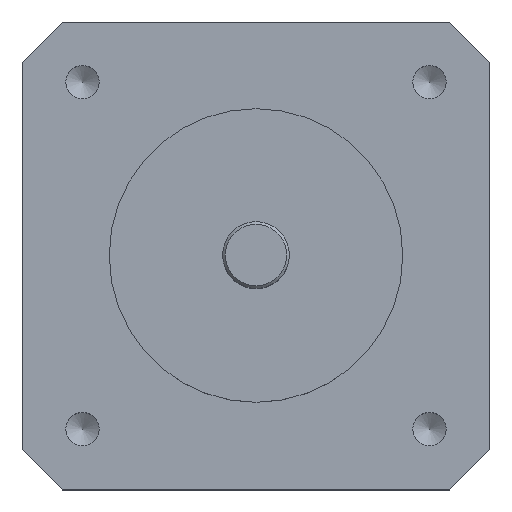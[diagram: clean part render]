
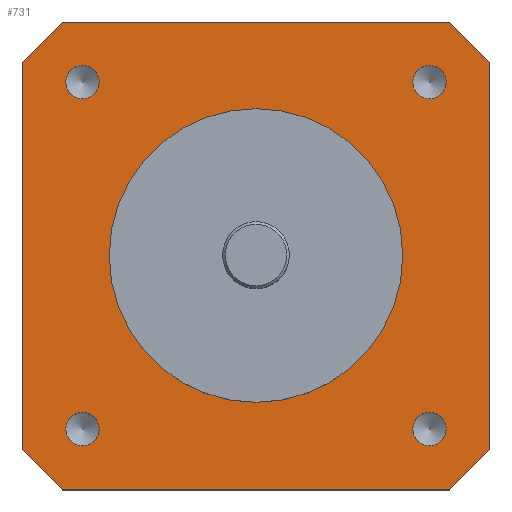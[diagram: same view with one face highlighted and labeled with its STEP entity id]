
A CAD part, top view. The second image highlights one B-rep face of the part: STEP entity #731.
In plain terms, the highlighted planar face has unit normal (0, 0, 1).
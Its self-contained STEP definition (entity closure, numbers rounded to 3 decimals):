
#48=FACE_BOUND('',#168,.T.);
#49=FACE_BOUND('',#169,.T.);
#50=FACE_BOUND('',#170,.T.);
#51=FACE_BOUND('',#171,.T.);
#52=FACE_BOUND('',#172,.T.);
#67=CIRCLE('',#796,1.25);
#68=CIRCLE('',#797,1.25);
#69=CIRCLE('',#798,1.25);
#70=CIRCLE('',#799,1.25);
#71=CIRCLE('',#800,1.25);
#72=CIRCLE('',#801,1.25);
#73=CIRCLE('',#802,1.25);
#74=CIRCLE('',#803,1.25);
#75=CIRCLE('',#804,11.);
#76=CIRCLE('',#805,11.);
#121=FACE_OUTER_BOUND('',#167,.T.);
#167=EDGE_LOOP('',(#530,#531,#532,#533,#534,#535,#536,#537));
#168=EDGE_LOOP('',(#538,#539));
#169=EDGE_LOOP('',(#540,#541));
#170=EDGE_LOOP('',(#542,#543));
#171=EDGE_LOOP('',(#544,#545));
#172=EDGE_LOOP('',(#546,#547));
#213=LINE('',#1132,#261);
#217=LINE('',#1141,#265);
#223=LINE('',#1154,#271);
#225=LINE('',#1159,#273);
#233=LINE('',#1189,#281);
#234=LINE('',#1190,#282);
#235=LINE('',#1191,#283);
#236=LINE('',#1192,#284);
#261=VECTOR('',#884,29.);
#265=VECTOR('',#890,29.);
#271=VECTOR('',#898,29.);
#273=VECTOR('',#902,29.);
#281=VECTOR('',#932,4.243);
#282=VECTOR('',#933,4.243);
#283=VECTOR('',#934,4.243);
#284=VECTOR('',#935,4.243);
#309=VERTEX_POINT('',#1130);
#310=VERTEX_POINT('',#1131);
#313=VERTEX_POINT('',#1139);
#314=VERTEX_POINT('',#1140);
#319=VERTEX_POINT('',#1151);
#320=VERTEX_POINT('',#1153);
#321=VERTEX_POINT('',#1157);
#322=VERTEX_POINT('',#1158);
#334=VERTEX_POINT('',#1193);
#335=VERTEX_POINT('',#1194);
#336=VERTEX_POINT('',#1197);
#337=VERTEX_POINT('',#1198);
#338=VERTEX_POINT('',#1201);
#339=VERTEX_POINT('',#1202);
#340=VERTEX_POINT('',#1205);
#341=VERTEX_POINT('',#1206);
#342=VERTEX_POINT('',#1209);
#343=VERTEX_POINT('',#1210);
#391=EDGE_CURVE('',#309,#310,#213,.T.);
#395=EDGE_CURVE('',#313,#314,#217,.T.);
#401=EDGE_CURVE('',#320,#319,#223,.T.);
#403=EDGE_CURVE('',#321,#322,#225,.T.);
#420=EDGE_CURVE('',#319,#321,#233,.F.);
#421=EDGE_CURVE('',#322,#309,#234,.F.);
#422=EDGE_CURVE('',#310,#313,#235,.F.);
#423=EDGE_CURVE('',#314,#320,#236,.F.);
#424=EDGE_CURVE('',#334,#335,#67,.T.);
#425=EDGE_CURVE('',#335,#334,#68,.T.);
#426=EDGE_CURVE('',#336,#337,#69,.T.);
#427=EDGE_CURVE('',#337,#336,#70,.T.);
#428=EDGE_CURVE('',#338,#339,#71,.T.);
#429=EDGE_CURVE('',#339,#338,#72,.T.);
#430=EDGE_CURVE('',#340,#341,#73,.T.);
#431=EDGE_CURVE('',#341,#340,#74,.T.);
#432=EDGE_CURVE('',#342,#343,#75,.T.);
#433=EDGE_CURVE('',#343,#342,#76,.T.);
#530=ORIENTED_EDGE('',*,*,#401,.T.);
#531=ORIENTED_EDGE('',*,*,#420,.T.);
#532=ORIENTED_EDGE('',*,*,#403,.T.);
#533=ORIENTED_EDGE('',*,*,#421,.T.);
#534=ORIENTED_EDGE('',*,*,#391,.T.);
#535=ORIENTED_EDGE('',*,*,#422,.T.);
#536=ORIENTED_EDGE('',*,*,#395,.T.);
#537=ORIENTED_EDGE('',*,*,#423,.T.);
#538=ORIENTED_EDGE('',*,*,#424,.F.);
#539=ORIENTED_EDGE('',*,*,#425,.F.);
#540=ORIENTED_EDGE('',*,*,#426,.F.);
#541=ORIENTED_EDGE('',*,*,#427,.F.);
#542=ORIENTED_EDGE('',*,*,#428,.F.);
#543=ORIENTED_EDGE('',*,*,#429,.F.);
#544=ORIENTED_EDGE('',*,*,#430,.F.);
#545=ORIENTED_EDGE('',*,*,#431,.F.);
#546=ORIENTED_EDGE('',*,*,#432,.F.);
#547=ORIENTED_EDGE('',*,*,#433,.F.);
#714=PLANE('',#795);
#731=ADVANCED_FACE('',(#121,#48,#49,#50,#51,#52),#714,.T.);
#795=AXIS2_PLACEMENT_3D('',#1188,#930,#931);
#796=AXIS2_PLACEMENT_3D('',#1195,#936,#937);
#797=AXIS2_PLACEMENT_3D('',#1196,#938,#939);
#798=AXIS2_PLACEMENT_3D('',#1199,#940,#941);
#799=AXIS2_PLACEMENT_3D('',#1200,#942,#943);
#800=AXIS2_PLACEMENT_3D('',#1203,#944,#945);
#801=AXIS2_PLACEMENT_3D('',#1204,#946,#947);
#802=AXIS2_PLACEMENT_3D('',#1207,#948,#949);
#803=AXIS2_PLACEMENT_3D('',#1208,#950,#951);
#804=AXIS2_PLACEMENT_3D('',#1211,#952,#953);
#805=AXIS2_PLACEMENT_3D('',#1212,#954,#955);
#884=DIRECTION('',(0.,1.,0.));
#890=DIRECTION('',(-1.,0.,0.));
#898=DIRECTION('',(0.,-1.,0.));
#902=DIRECTION('',(1.,0.,0.));
#930=DIRECTION('center_axis',(0.,0.,1.));
#931=DIRECTION('ref_axis',(1.,0.,0.));
#932=DIRECTION('',(-0.707,0.707,0.));
#933=DIRECTION('',(-0.707,-0.707,0.));
#934=DIRECTION('',(0.707,-0.707,0.));
#935=DIRECTION('',(0.707,0.707,0.));
#936=DIRECTION('center_axis',(0.,0.,1.));
#937=DIRECTION('ref_axis',(1.,0.,0.));
#938=DIRECTION('center_axis',(0.,0.,1.));
#939=DIRECTION('ref_axis',(1.,0.,0.));
#940=DIRECTION('center_axis',(0.,0.,1.));
#941=DIRECTION('ref_axis',(1.,0.,0.));
#942=DIRECTION('center_axis',(0.,0.,1.));
#943=DIRECTION('ref_axis',(1.,0.,0.));
#944=DIRECTION('center_axis',(0.,0.,1.));
#945=DIRECTION('ref_axis',(1.,0.,0.));
#946=DIRECTION('center_axis',(0.,0.,1.));
#947=DIRECTION('ref_axis',(1.,0.,0.));
#948=DIRECTION('center_axis',(0.,0.,1.));
#949=DIRECTION('ref_axis',(1.,0.,0.));
#950=DIRECTION('center_axis',(0.,0.,1.));
#951=DIRECTION('ref_axis',(1.,0.,0.));
#952=DIRECTION('center_axis',(0.,0.,1.));
#953=DIRECTION('ref_axis',(1.,0.,0.));
#954=DIRECTION('center_axis',(0.,0.,1.));
#955=DIRECTION('ref_axis',(1.,0.,0.));
#1130=CARTESIAN_POINT('',(17.5,-14.5,39.2));
#1131=CARTESIAN_POINT('',(17.5,14.5,39.2));
#1132=CARTESIAN_POINT('',(17.5,-14.5,39.2));
#1139=CARTESIAN_POINT('',(14.5,17.5,39.2));
#1140=CARTESIAN_POINT('',(-14.5,17.5,39.2));
#1141=CARTESIAN_POINT('',(14.5,17.5,39.2));
#1151=CARTESIAN_POINT('',(-17.5,-14.5,39.2));
#1153=CARTESIAN_POINT('',(-17.5,14.5,39.2));
#1154=CARTESIAN_POINT('',(-17.5,14.5,39.2));
#1157=CARTESIAN_POINT('',(-14.5,-17.5,39.2));
#1158=CARTESIAN_POINT('',(14.5,-17.5,39.2));
#1159=CARTESIAN_POINT('',(-14.5,-17.5,39.2));
#1188=CARTESIAN_POINT('Origin',(0.,0.,
39.2));
#1189=CARTESIAN_POINT('',(-14.5,-17.5,39.2));
#1190=CARTESIAN_POINT('',(17.5,-14.5,39.2));
#1191=CARTESIAN_POINT('',(14.5,17.5,39.2));
#1192=CARTESIAN_POINT('',(-17.5,14.5,39.2));
#1193=CARTESIAN_POINT('',(-11.75,13.,39.2));
#1194=CARTESIAN_POINT('',(-14.25,13.,39.2));
#1195=CARTESIAN_POINT('Origin',(-13.,13.,39.2));
#1196=CARTESIAN_POINT('Origin',(-13.,13.,39.2));
#1197=CARTESIAN_POINT('',(14.25,13.,39.2));
#1198=CARTESIAN_POINT('',(11.75,13.,39.2));
#1199=CARTESIAN_POINT('Origin',(13.,13.,39.2));
#1200=CARTESIAN_POINT('Origin',(13.,13.,39.2));
#1201=CARTESIAN_POINT('',(14.25,-13.,39.2));
#1202=CARTESIAN_POINT('',(11.75,-13.,39.2));
#1203=CARTESIAN_POINT('Origin',(13.,-13.,39.2));
#1204=CARTESIAN_POINT('Origin',(13.,-13.,39.2));
#1205=CARTESIAN_POINT('',(-11.75,-13.,39.2));
#1206=CARTESIAN_POINT('',(-14.25,-13.,39.2));
#1207=CARTESIAN_POINT('Origin',(-13.,-13.,39.2));
#1208=CARTESIAN_POINT('Origin',(-13.,-13.,39.2));
#1209=CARTESIAN_POINT('',(11.,0.,39.2));
#1210=CARTESIAN_POINT('',(-11.,0.,39.2));
#1211=CARTESIAN_POINT('Origin',(0.,0.,39.2));
#1212=CARTESIAN_POINT('Origin',(0.,0.,39.2));
